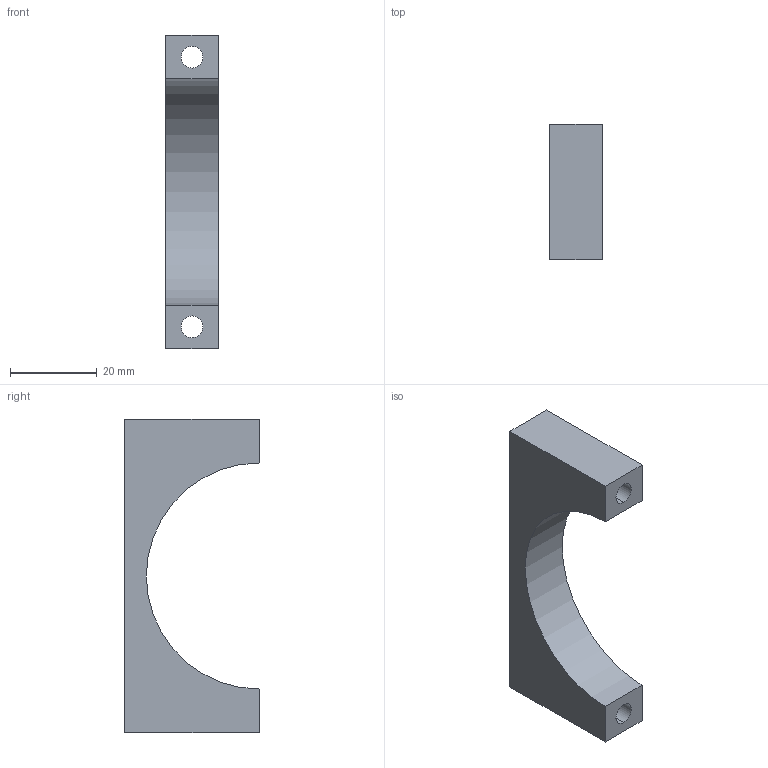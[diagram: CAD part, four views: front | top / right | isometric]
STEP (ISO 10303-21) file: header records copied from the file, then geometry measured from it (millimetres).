
FILE_DESCRIPTION (( 'STEP AP203' ), '1' );
FILE_NAME ('layshaft saddle v3.STEP', '2017-03-10T10:19:11', ( '' ), ( '' ), 'SwSTEP 2.0', 'SolidWorks 2015', '' );
FILE_SCHEMA (( 'CONFIG_CONTROL_DESIGN' ));
Length unit declared in the file: millimetre
Products named in the file (1): layshaft saddle v3
Bounding box: 12 x 31 x 72 mm (x, y, z)
Volume: 12819.7 mm3; surface area: 6054.9 mm2
Topology: 1 solids, 1 shells, 16 faces, 38 edges, 24 vertices
Faces by surface type: plane 7, cylinder 5, cone 4
Entity records: 549 total; most frequent: DIRECTION 86, CARTESIAN_POINT 79, ORIENTED_EDGE 76, EDGE_CURVE 38, AXIS2_PLACEMENT_3D 31, VECTOR 24, VERTEX_POINT 24, LINE 24
